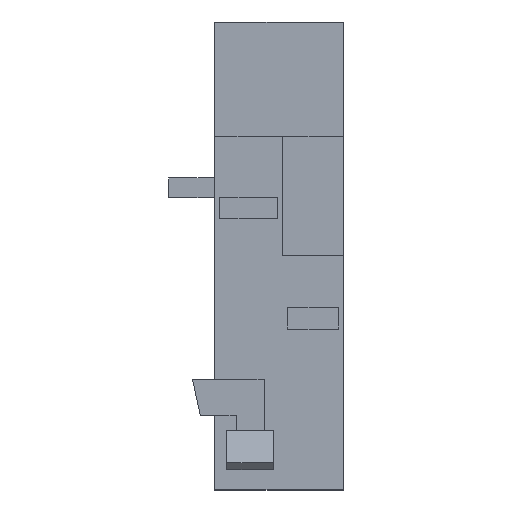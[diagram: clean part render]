
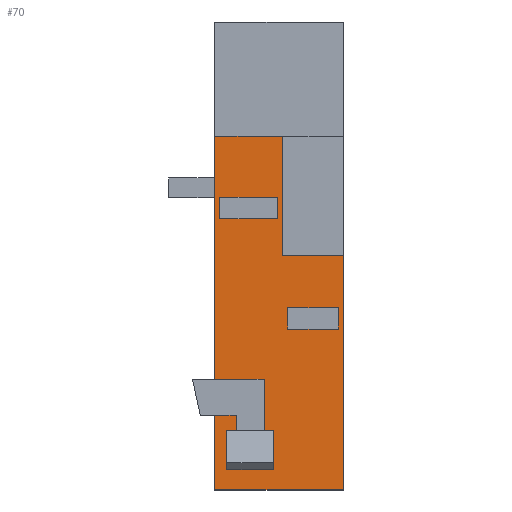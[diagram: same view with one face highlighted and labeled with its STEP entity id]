
A CAD part, front view. The second image highlights one B-rep face of the part: STEP entity #70.
In plain terms, the highlighted planar face has unit normal (0, -1, 0).
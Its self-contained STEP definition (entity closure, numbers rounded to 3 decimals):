
#70=ADVANCED_FACE('',(#297,#298,#299),#300,.T.);
#297=FACE_OUTER_BOUND('',#760,.T.);
#298=FACE_BOUND('',#761,.T.);
#299=FACE_BOUND('',#762,.T.);
#300=PLANE('',#763);
#760=EDGE_LOOP('',(#1280,#1281,#1282,#1283,#1284,#1285,#1286,#1287,#1288,#1289,#1290,#1291,#1292,#1293,#1294,#1295));
#761=EDGE_LOOP('',(#1296,#1297,#1298,#1299));
#762=EDGE_LOOP('',(#1300,#1301,#1302,#1303));
#763=AXIS2_PLACEMENT_3D('',#1304,#1305,#1306);
#1280=ORIENTED_EDGE('',*,*,#3037,.T.);
#1281=ORIENTED_EDGE('',*,*,#3038,.T.);
#1282=ORIENTED_EDGE('',*,*,#3039,.T.);
#1283=ORIENTED_EDGE('',*,*,#3040,.T.);
#1284=ORIENTED_EDGE('',*,*,#3041,.T.);
#1285=ORIENTED_EDGE('',*,*,#3015,.F.);
#1286=ORIENTED_EDGE('',*,*,#3035,.F.);
#1287=ORIENTED_EDGE('',*,*,#3042,.T.);
#1288=ORIENTED_EDGE('',*,*,#3043,.F.);
#1289=ORIENTED_EDGE('',*,*,#3044,.T.);
#1290=ORIENTED_EDGE('',*,*,#3045,.F.);
#1291=ORIENTED_EDGE('',*,*,#3046,.T.);
#1292=ORIENTED_EDGE('',*,*,#3047,.T.);
#1293=ORIENTED_EDGE('',*,*,#3048,.T.);
#1294=ORIENTED_EDGE('',*,*,#3049,.T.);
#1295=ORIENTED_EDGE('',*,*,#3050,.T.);
#1296=ORIENTED_EDGE('',*,*,#3051,.T.);
#1297=ORIENTED_EDGE('',*,*,#3052,.T.);
#1298=ORIENTED_EDGE('',*,*,#3053,.T.);
#1299=ORIENTED_EDGE('',*,*,#3054,.T.);
#1300=ORIENTED_EDGE('',*,*,#3055,.T.);
#1301=ORIENTED_EDGE('',*,*,#3056,.T.);
#1302=ORIENTED_EDGE('',*,*,#3057,.T.);
#1303=ORIENTED_EDGE('',*,*,#3058,.T.);
#1304=CARTESIAN_POINT('',(18.0,0.0,0.0));
#1305=DIRECTION('',(0.0,-1.0,0.0));
#1306=DIRECTION('',(-1.0,0.0,0.0));
#3015=EDGE_CURVE('',#3607,#3608,#3609,.T.);
#3035=EDGE_CURVE('',#3645,#3607,#3647,.T.);
#3037=EDGE_CURVE('',#3649,#3650,#3651,.T.);
#3038=EDGE_CURVE('',#3650,#3652,#3653,.T.);
#3039=EDGE_CURVE('',#3652,#3654,#3655,.T.);
#3040=EDGE_CURVE('',#3654,#3656,#3657,.T.);
#3041=EDGE_CURVE('',#3656,#3608,#3658,.T.);
#3042=EDGE_CURVE('',#3645,#3659,#3660,.T.);
#3043=EDGE_CURVE('',#3661,#3659,#3662,.T.);
#3044=EDGE_CURVE('',#3661,#3663,#3664,.T.);
#3045=EDGE_CURVE('',#3665,#3663,#3666,.T.);
#3046=EDGE_CURVE('',#3665,#3667,#3668,.T.);
#3047=EDGE_CURVE('',#3667,#3669,#3670,.T.);
#3048=EDGE_CURVE('',#3669,#3671,#3672,.T.);
#3049=EDGE_CURVE('',#3671,#3673,#3674,.T.);
#3050=EDGE_CURVE('',#3673,#3649,#3675,.T.);
#3051=EDGE_CURVE('',#3676,#3677,#3678,.T.);
#3052=EDGE_CURVE('',#3677,#3679,#3680,.T.);
#3053=EDGE_CURVE('',#3679,#3681,#3682,.T.);
#3054=EDGE_CURVE('',#3681,#3676,#3683,.T.);
#3055=EDGE_CURVE('',#3684,#3685,#3686,.T.);
#3056=EDGE_CURVE('',#3685,#3687,#3688,.T.);
#3057=EDGE_CURVE('',#3687,#3689,#3690,.T.);
#3058=EDGE_CURVE('',#3689,#3684,#3691,.T.);
#3607=VERTEX_POINT('',#4563);
#3608=VERTEX_POINT('',#4564);
#3609=LINE('',#4565,#4566);
#3645=VERTEX_POINT('',#4620);
#3647=LINE('',#4623,#4624);
#3649=VERTEX_POINT('',#4626);
#3650=VERTEX_POINT('',#4627);
#3651=LINE('',#4628,#4629);
#3652=VERTEX_POINT('',#4630);
#3653=LINE('',#4631,#4632);
#3654=VERTEX_POINT('',#4633);
#3655=LINE('',#4634,#4635);
#3656=VERTEX_POINT('',#4636);
#3657=LINE('',#4637,#4638);
#3658=LINE('',#4639,#4640);
#3659=VERTEX_POINT('',#4641);
#3660=LINE('',#4642,#4643);
#3661=VERTEX_POINT('',#4644);
#3662=LINE('',#4645,#4646);
#3663=VERTEX_POINT('',#4647);
#3664=LINE('',#4648,#4649);
#3665=VERTEX_POINT('',#4650);
#3666=LINE('',#4651,#4652);
#3667=VERTEX_POINT('',#4653);
#3668=LINE('',#4654,#4655);
#3669=VERTEX_POINT('',#4656);
#3670=LINE('',#4657,#4658);
#3671=VERTEX_POINT('',#4659);
#3672=LINE('',#4660,#4661);
#3673=VERTEX_POINT('',#4662);
#3674=LINE('',#4663,#4664);
#3675=LINE('',#4665,#4666);
#3676=VERTEX_POINT('',#4667);
#3677=VERTEX_POINT('',#4668);
#3678=LINE('',#4669,#4670);
#3679=VERTEX_POINT('',#4671);
#3680=LINE('',#4672,#4673);
#3681=VERTEX_POINT('',#4674);
#3682=LINE('',#4675,#4676);
#3683=LINE('',#4677,#4678);
#3684=VERTEX_POINT('',#4679);
#3685=VERTEX_POINT('',#4680);
#3686=LINE('',#4681,#4682);
#3687=VERTEX_POINT('',#4683);
#3688=LINE('',#4684,#4685);
#3689=VERTEX_POINT('',#4686);
#3690=LINE('',#4687,#4688);
#3691=LINE('',#4689,#4690);
#4563=CARTESIAN_POINT('',(18.0,0.0,32.74));
#4564=CARTESIAN_POINT('',(18.0,0.0,0.0));
#4565=CARTESIAN_POINT('',(18.0,0.0,32.74));
#4566=VECTOR('',#6005,32.74);
#4620=CARTESIAN_POINT('',(9.5,0.0,32.74));
#4623=CARTESIAN_POINT('',(9.5,0.0,32.74));
#4624=VECTOR('',#6025,8.5);
#4626=CARTESIAN_POINT('',(1.7,0.0,8.3));
#4627=CARTESIAN_POINT('',(3.0,0.0,8.3));
#4628=CARTESIAN_POINT('',(1.7,0.0,8.3));
#4629=VECTOR('',#6029,1.3);
#4630=CARTESIAN_POINT('',(3.0,0.0,10.45));
#4631=CARTESIAN_POINT('',(3.0,0.0,8.3));
#4632=VECTOR('',#6030,2.15);
#4633=CARTESIAN_POINT('',(0.0,0.0,10.45));
#4634=CARTESIAN_POINT('',(3.0,0.0,10.45));
#4635=VECTOR('',#6031,3.0);
#4636=CARTESIAN_POINT('',(0.0,0.0,0.0));
#4637=CARTESIAN_POINT('',(0.0,0.0,10.45));
#4638=VECTOR('',#6032,10.45);
#4639=CARTESIAN_POINT('',(0.0,0.0,0.0));
#4640=VECTOR('',#6033,18.0);
#4641=CARTESIAN_POINT('',(9.5,0.0,49.4));
#4642=CARTESIAN_POINT('',(9.5,0.0,32.74));
#4643=VECTOR('',#6034,16.66);
#4644=CARTESIAN_POINT('',(0.0,0.0,49.4));
#4645=CARTESIAN_POINT('',(0.0,0.0,49.4));
#4646=VECTOR('',#6035,9.5);
#4647=CARTESIAN_POINT('',(0.0,0.0,15.5));
#4648=CARTESIAN_POINT('',(0.0,0.0,49.4));
#4649=VECTOR('',#6036,33.9);
#4650=CARTESIAN_POINT('',(6.9,0.0,15.5));
#4651=CARTESIAN_POINT('',(6.9,0.0,15.5));
#4652=VECTOR('',#6037,6.9);
#4653=CARTESIAN_POINT('',(6.9,0.0,8.3));
#4654=CARTESIAN_POINT('',(6.9,0.0,15.5));
#4655=VECTOR('',#6038,7.2);
#4656=CARTESIAN_POINT('',(8.2,0.0,8.3));
#4657=CARTESIAN_POINT('',(6.9,0.0,8.3));
#4658=VECTOR('',#6039,1.3);
#4659=CARTESIAN_POINT('',(8.2,0.0,2.8));
#4660=CARTESIAN_POINT('',(8.2,0.0,8.3));
#4661=VECTOR('',#6040,5.5);
#4662=CARTESIAN_POINT('',(1.7,0.0,2.8));
#4663=CARTESIAN_POINT('',(8.2,0.0,2.8));
#4664=VECTOR('',#6041,6.5);
#4665=CARTESIAN_POINT('',(1.7,0.0,2.8));
#4666=VECTOR('',#6042,5.5);
#4667=CARTESIAN_POINT('',(0.7,0.0,37.9));
#4668=CARTESIAN_POINT('',(0.7,0.0,40.9));
#4669=CARTESIAN_POINT('',(0.7,0.0,37.9));
#4670=VECTOR('',#6043,3.0);
#4671=CARTESIAN_POINT('',(8.8,0.0,40.9));
#4672=CARTESIAN_POINT('',(0.7,0.0,40.9));
#4673=VECTOR('',#6044,8.1);
#4674=CARTESIAN_POINT('',(8.8,0.0,37.9));
#4675=CARTESIAN_POINT('',(8.8,0.0,40.9));
#4676=VECTOR('',#6045,3.0);
#4677=CARTESIAN_POINT('',(8.8,0.0,37.9));
#4678=VECTOR('',#6046,8.1);
#4679=CARTESIAN_POINT('',(10.2,0.0,25.49));
#4680=CARTESIAN_POINT('',(17.3,0.0,25.49));
#4681=CARTESIAN_POINT('',(10.2,0.0,25.49));
#4682=VECTOR('',#6047,7.1);
#4683=CARTESIAN_POINT('',(17.3,0.0,22.49));
#4684=CARTESIAN_POINT('',(17.3,0.0,25.49));
#4685=VECTOR('',#6048,3.0);
#4686=CARTESIAN_POINT('',(10.2,0.0,22.49));
#4687=CARTESIAN_POINT('',(17.3,0.0,22.49));
#4688=VECTOR('',#6049,7.1);
#4689=CARTESIAN_POINT('',(10.2,0.0,22.49));
#4690=VECTOR('',#6050,3.0);
#6005=DIRECTION('',(0.0,0.0,-1.0));
#6025=DIRECTION('',(1.0,0.0,0.0));
#6029=DIRECTION('',(1.0,0.0,0.0));
#6030=DIRECTION('',(0.0,0.0,1.0));
#6031=DIRECTION('',(-1.0,0.0,0.0));
#6032=DIRECTION('',(0.0,0.0,-1.0));
#6033=DIRECTION('',(1.0,0.0,0.0));
#6034=DIRECTION('',(0.0,0.0,1.0));
#6035=DIRECTION('',(1.0,0.0,0.0));
#6036=DIRECTION('',(0.0,0.0,-1.0));
#6037=DIRECTION('',(-1.0,0.0,0.0));
#6038=DIRECTION('',(0.0,0.0,-1.0));
#6039=DIRECTION('',(1.0,0.0,0.0));
#6040=DIRECTION('',(0.0,0.0,-1.0));
#6041=DIRECTION('',(-1.0,0.0,0.0));
#6042=DIRECTION('',(0.0,0.0,1.0));
#6043=DIRECTION('',(0.0,0.0,1.0));
#6044=DIRECTION('',(1.0,0.0,0.0));
#6045=DIRECTION('',(0.0,0.0,-1.0));
#6046=DIRECTION('',(-1.0,0.0,0.0));
#6047=DIRECTION('',(1.0,0.0,0.0));
#6048=DIRECTION('',(0.0,0.0,-1.0));
#6049=DIRECTION('',(-1.0,0.0,0.0));
#6050=DIRECTION('',(0.0,0.0,1.0));
